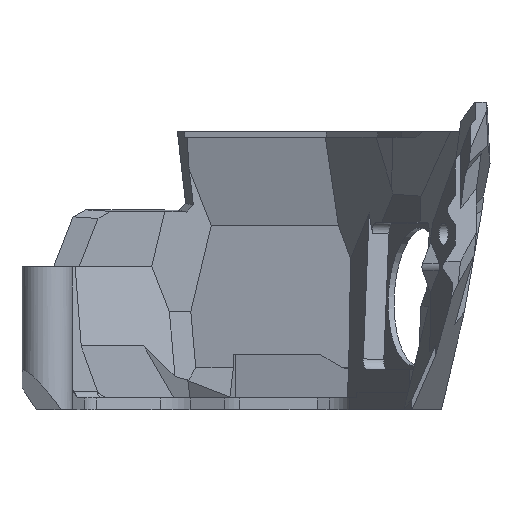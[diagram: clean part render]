
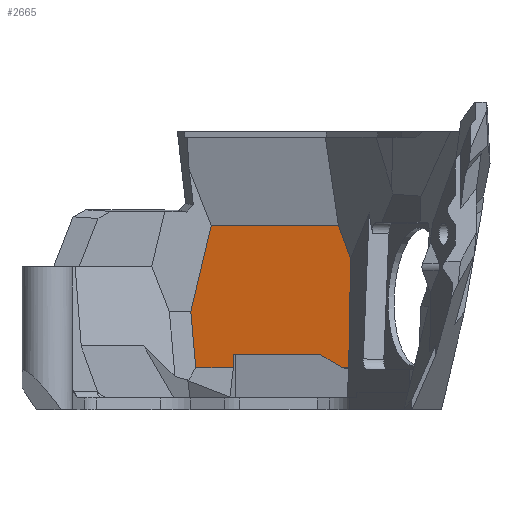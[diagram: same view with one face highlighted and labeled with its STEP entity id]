
A CAD part, front view. The second image highlights one B-rep face of the part: STEP entity #2665.
In plain terms, the highlighted planar face has unit normal (-0.25, -0.966, 0.07).
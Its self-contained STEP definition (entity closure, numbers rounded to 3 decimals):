
#198=FACE_OUTER_BOUND('',#336,.T.);
#336=EDGE_LOOP('',(#2409,#2410,#2411,#2412,#2413,#2414,#2415,#2416,#2417,
#2418));
#446=LINE('',#3743,#775);
#650=LINE('',#4649,#979);
#678=LINE('',#4707,#1007);
#681=LINE('',#4713,#1010);
#684=LINE('',#4718,#1013);
#686=LINE('',#4722,#1015);
#689=LINE('',#4727,#1018);
#690=LINE('',#4729,#1019);
#692=LINE('',#4734,#1021);
#697=LINE('',#4743,#1026);
#775=VECTOR('',#3019,10.);
#979=VECTOR('',#3449,10.);
#1007=VECTOR('',#3499,10.);
#1010=VECTOR('',#3504,10.);
#1013=VECTOR('',#3509,10.);
#1015=VECTOR('',#3513,1000.);
#1018=VECTOR('',#3518,10.);
#1019=VECTOR('',#3521,10.);
#1021=VECTOR('',#3525,1000.);
#1026=VECTOR('',#3538,10.);
#1107=VERTEX_POINT('',#3740);
#1108=VERTEX_POINT('',#3742);
#1254=VERTEX_POINT('',#4648);
#1272=VERTEX_POINT('',#4705);
#1273=VERTEX_POINT('',#4706);
#1275=VERTEX_POINT('',#4712);
#1276=VERTEX_POINT('',#4717);
#1277=VERTEX_POINT('',#4721);
#1278=VERTEX_POINT('',#4725);
#1280=VERTEX_POINT('',#4733);
#1377=EDGE_CURVE('',#1107,#1108,#446,.F.);
#1615=EDGE_CURVE('',#1254,#1108,#650,.T.);
#1643=EDGE_CURVE('',#1272,#1273,#678,.T.);
#1646=EDGE_CURVE('',#1275,#1272,#681,.T.);
#1649=EDGE_CURVE('',#1275,#1276,#684,.F.);
#1651=EDGE_CURVE('',#1277,#1276,#686,.T.);
#1654=EDGE_CURVE('',#1254,#1278,#689,.F.);
#1655=EDGE_CURVE('',#1273,#1278,#690,.T.);
#1657=EDGE_CURVE('',#1277,#1280,#692,.T.);
#1662=EDGE_CURVE('',#1107,#1280,#697,.T.);
#2409=ORIENTED_EDGE('',*,*,#1655,.T.);
#2410=ORIENTED_EDGE('',*,*,#1654,.F.);
#2411=ORIENTED_EDGE('',*,*,#1615,.T.);
#2412=ORIENTED_EDGE('',*,*,#1377,.F.);
#2413=ORIENTED_EDGE('',*,*,#1662,.T.);
#2414=ORIENTED_EDGE('',*,*,#1657,.F.);
#2415=ORIENTED_EDGE('',*,*,#1651,.T.);
#2416=ORIENTED_EDGE('',*,*,#1649,.F.);
#2417=ORIENTED_EDGE('',*,*,#1646,.T.);
#2418=ORIENTED_EDGE('',*,*,#1643,.T.);
#2532=PLANE('',#2857);
#2665=ADVANCED_FACE('',(#198),#2532,.F.);
#2857=AXIS2_PLACEMENT_3D('',#4742,#3536,#3537);
#3019=DIRECTION('',(-0.343,0.156,0.926));
#3449=DIRECTION('',(0.017,0.068,0.998));
#3499=DIRECTION('',(0.968,-0.251,0.));
#3504=DIRECTION('',(0.029,0.065,0.997));
#3509=DIRECTION('',(0.968,-0.251,0.));
#3513=DIRECTION('',(0.087,-0.094,-0.992));
#3518=DIRECTION('',(0.968,-0.251,0.));
#3521=DIRECTION('',(0.831,-0.251,-0.496));
#3525=DIRECTION('',(0.23,0.011,0.973));
#3536=DIRECTION('center_axis',(0.25,0.966,-0.07));
#3537=DIRECTION('ref_axis',(0.968,-0.251,0.));
#3538=DIRECTION('',(-0.968,0.251,0.));
#3740=CARTESIAN_POINT('',(21.565,37.892,25.344));
#3742=CARTESIAN_POINT('',(23.246,37.128,20.803));
#3743=CARTESIAN_POINT('',(24.141,36.722,18.387));
#4648=CARTESIAN_POINT('',(22.986,36.107,5.735));
#4649=CARTESIAN_POINT('',(23.096,36.537,12.08));
#4705=CARTESIAN_POINT('',(7.196,40.336,7.6));
#4706=CARTESIAN_POINT('',(19.01,37.273,7.6));
#4707=CARTESIAN_POINT('',(18.732,37.345,7.6));
#4712=CARTESIAN_POINT('',(7.142,40.215,5.735));
#4713=CARTESIAN_POINT('',(7.223,40.397,8.537));
#4717=CARTESIAN_POINT('',(1.964,41.558,5.735));
#4718=CARTESIAN_POINT('',(21.16,36.581,5.735));
#4721=CARTESIAN_POINT('',(1.29,42.291,13.46));
#4722=CARTESIAN_POINT('',(1.233,42.353,14.113));
#4725=CARTESIAN_POINT('',(22.133,36.328,5.735));
#4727=CARTESIAN_POINT('',(21.16,36.581,5.735));
#4729=CARTESIAN_POINT('',(21.202,36.61,6.291));
#4733=CARTESIAN_POINT('',(4.098,42.421,25.344));
#4734=CARTESIAN_POINT('',(2.958,42.368,20.521));
#4742=CARTESIAN_POINT('Origin',(21.186,37.261,15.241));
#4743=CARTESIAN_POINT('',(21.297,37.961,25.344));
